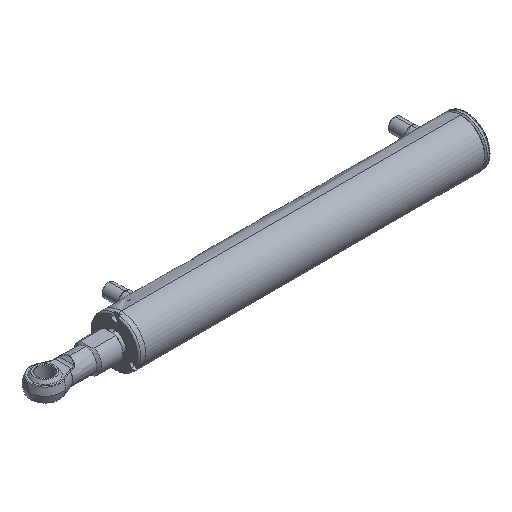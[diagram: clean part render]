
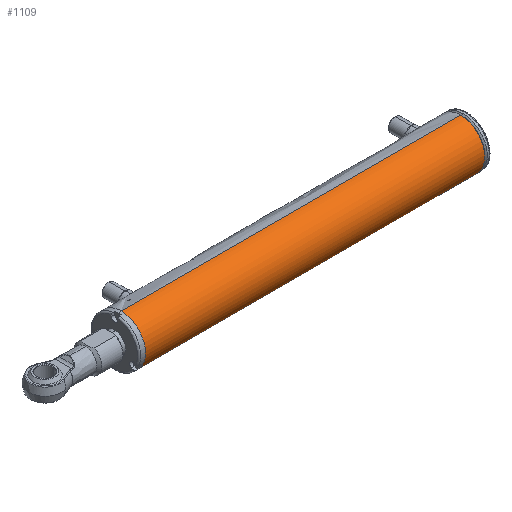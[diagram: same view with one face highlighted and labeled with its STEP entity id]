
A CAD part, isometric view. The second image highlights one B-rep face of the part: STEP entity #1109.
In plain terms, the highlighted free-form (B-spline) face has degree [2, 1] with [5, 2] control points.
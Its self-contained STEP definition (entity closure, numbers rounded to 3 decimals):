
#368 = VERTEX_POINT('',#369);
#369 = CARTESIAN_POINT('',(501.277,0.,-35.942));
#375 = VERTEX_POINT('',#376);
#376 = CARTESIAN_POINT('',(501.277,0.,
    35.942));
#901 = VERTEX_POINT('',#902);
#902 = CARTESIAN_POINT('',(0.,0.,-35.942));
#903 = VERTEX_POINT('',#904);
#904 = CARTESIAN_POINT('',(0.,0.,
    35.942));
#912 = EDGE_CURVE('',#903,#375,#913,.T.);
#913 = B_SPLINE_CURVE_WITH_KNOTS('',1,(#914,#915),.UNSPECIFIED.,.F.,.F.,
  (2,2),(0.,418.4),.PIECEWISE_BEZIER_KNOTS.);
#914 = CARTESIAN_POINT('',(0.,0.,
    35.942));
#915 = CARTESIAN_POINT('',(501.277,0.,
    35.942));
#918 = EDGE_CURVE('',#901,#368,#919,.T.);
#919 = B_SPLINE_CURVE_WITH_KNOTS('',1,(#920,#921),.UNSPECIFIED.,.F.,.F.,
  (2,2),(0.,418.4),.PIECEWISE_BEZIER_KNOTS.);
#920 = CARTESIAN_POINT('',(0.,0.,-35.942));
#921 = CARTESIAN_POINT('',(501.277,0.,-35.942));
#1109 = ADVANCED_FACE('',(#1110),#1130,.T.);
#1110 = FACE_BOUND('',#1111,.T.);
#1111 = EDGE_LOOP('',(#1112,#1113,#1121,#1122));
#1112 = ORIENTED_EDGE('',*,*,#912,.F.);
#1113 = ORIENTED_EDGE('',*,*,#1114,.T.);
#1114 = EDGE_CURVE('',#903,#901,#1115,.T.);
#1115 = ( BOUNDED_CURVE() B_SPLINE_CURVE(2,(#1116,#1117,#1118,#1119,
#1120),.UNSPECIFIED.,.F.,.F.) B_SPLINE_CURVE_WITH_KNOTS((3,2,3),(
    3.142,4.712,6.283),
.PIECEWISE_BEZIER_KNOTS.) CURVE() GEOMETRIC_REPRESENTATION_ITEM() 
RATIONAL_B_SPLINE_CURVE((1.,0.707,1.,0.707,1.)) 
REPRESENTATION_ITEM('') );
#1116 = CARTESIAN_POINT('',(0.,0.,
    35.942));
#1117 = CARTESIAN_POINT('',(0.,-35.942,
    35.942));
#1118 = CARTESIAN_POINT('',(0.,-35.942,
    0.));
#1119 = CARTESIAN_POINT('',(0.,-35.942,
    -35.942));
#1120 = CARTESIAN_POINT('',(0.,0.,
    -35.942));
#1121 = ORIENTED_EDGE('',*,*,#918,.T.);
#1122 = ORIENTED_EDGE('',*,*,#1123,.T.);
#1123 = EDGE_CURVE('',#368,#375,#1124,.T.);
#1124 = ( BOUNDED_CURVE() B_SPLINE_CURVE(2,(#1125,#1126,#1127,#1128,
#1129),.UNSPECIFIED.,.F.,.F.) B_SPLINE_CURVE_WITH_KNOTS((3,2,3),(
    3.142,4.712,6.283),
.PIECEWISE_BEZIER_KNOTS.) CURVE() GEOMETRIC_REPRESENTATION_ITEM() 
RATIONAL_B_SPLINE_CURVE((1.,0.707,1.,0.707,1.)) 
REPRESENTATION_ITEM('') );
#1125 = CARTESIAN_POINT('',(501.277,0.,
    -35.942));
#1126 = CARTESIAN_POINT('',(501.277,-35.942,
    -35.942));
#1127 = CARTESIAN_POINT('',(501.277,-35.942,
    0.));
#1128 = CARTESIAN_POINT('',(501.277,-35.942,
    35.942));
#1129 = CARTESIAN_POINT('',(501.277,0.,
    35.942));
#1130 = ( BOUNDED_SURFACE() B_SPLINE_SURFACE(2,1,(
    (#1131,#1132)
    ,(#1133,#1134)
    ,(#1135,#1136)
    ,(#1137,#1138)
    ,(#1139,#1140
)),.UNSPECIFIED.,.F.,.F.,.F.) B_SPLINE_SURFACE_WITH_KNOTS((3,2,3),(2,2),
  (3.142,4.712,6.283),(0.,
418.4),.PIECEWISE_BEZIER_KNOTS.) GEOMETRIC_REPRESENTATION_ITEM() 
RATIONAL_B_SPLINE_SURFACE((
    (1.,1.)
    ,(0.707,0.707)
    ,(1.,1.)
    ,(0.707,0.707)
,(1.,1.))) REPRESENTATION_ITEM('') SURFACE() );
#1131 = CARTESIAN_POINT('',(0.,0.,
    35.942));
#1132 = CARTESIAN_POINT('',(501.277,0.,
    35.942));
#1133 = CARTESIAN_POINT('',(0.,-35.942,
    35.942));
#1134 = CARTESIAN_POINT('',(501.277,-35.942,
    35.942));
#1135 = CARTESIAN_POINT('',(0.,-35.942,
    0.));
#1136 = CARTESIAN_POINT('',(501.277,-35.942,
    0.));
#1137 = CARTESIAN_POINT('',(0.,-35.942,
    -35.942));
#1138 = CARTESIAN_POINT('',(501.277,-35.942,
    -35.942));
#1139 = CARTESIAN_POINT('',(0.,0.,
    -35.942));
#1140 = CARTESIAN_POINT('',(501.277,0.,
    -35.942));
